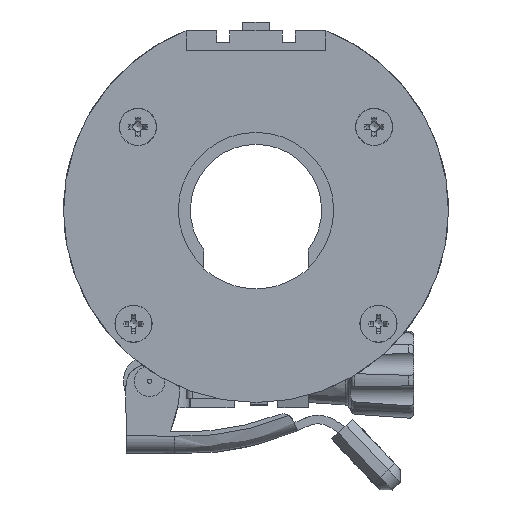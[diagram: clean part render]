
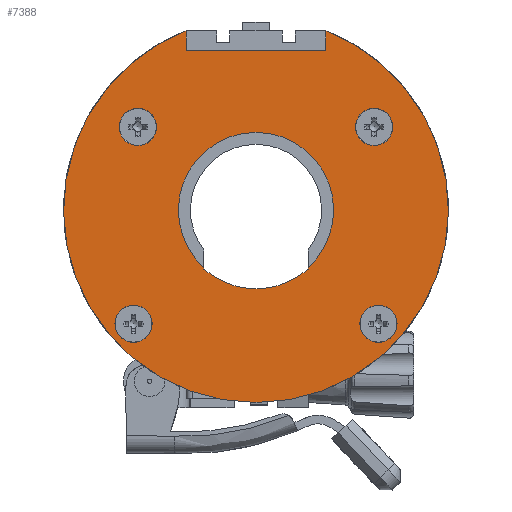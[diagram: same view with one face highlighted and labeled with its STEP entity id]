
A CAD part, front view. The second image highlights one B-rep face of the part: STEP entity #7388.
In plain terms, the highlighted planar face has unit normal (0, -1, 0).
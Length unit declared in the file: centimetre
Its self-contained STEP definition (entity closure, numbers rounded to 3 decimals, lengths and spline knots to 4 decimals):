
#248=FACE_BOUND('',#1467,.T.);
#249=FACE_BOUND('',#1468,.T.);
#250=FACE_BOUND('',#1469,.T.);
#251=FACE_BOUND('',#1470,.T.);
#252=FACE_BOUND('',#1471,.T.);
#387=CIRCLE('',#7925,1.8);
#389=CIRCLE('',#7928,0.425);
#390=CIRCLE('',#7930,4.4);
#391=CIRCLE('',#7931,0.425);
#392=CIRCLE('',#7932,0.425);
#393=CIRCLE('',#7933,1.775);
#394=CIRCLE('',#7934,0.425);
#660=PLANE('',#7929);
#992=FACE_OUTER_BOUND('',#1466,.T.);
#1466=EDGE_LOOP('',(#5623,#5624,#5625,#5626));
#1467=EDGE_LOOP('',(#5627));
#1468=EDGE_LOOP('',(#5628));
#1469=EDGE_LOOP('',(#5629,#5630,#5631,#5632));
#1470=EDGE_LOOP('',(#5633));
#1471=EDGE_LOOP('',(#5634));
#2185=LINE('',#11810,#2805);
#2186=LINE('',#11812,#2806);
#2187=LINE('',#11813,#2807);
#2188=LINE('',#11821,#2808);
#2189=LINE('',#11822,#2809);
#2805=VECTOR('',#9059,1.);
#2806=VECTOR('',#9060,1.);
#2807=VECTOR('',#9061,1.);
#2808=VECTOR('',#9068,1.);
#2809=VECTOR('',#9069,1.);
#3445=VERTEX_POINT('',#11795);
#3446=VERTEX_POINT('',#11797);
#3448=VERTEX_POINT('',#11803);
#3449=VERTEX_POINT('',#11806);
#3450=VERTEX_POINT('',#11807);
#3451=VERTEX_POINT('',#11809);
#3452=VERTEX_POINT('',#11811);
#3453=VERTEX_POINT('',#11814);
#3454=VERTEX_POINT('',#11816);
#3455=VERTEX_POINT('',#11818);
#3456=VERTEX_POINT('',#11819);
#3457=VERTEX_POINT('',#11823);
#4249=EDGE_CURVE('',#3446,#3445,#387,.T.);
#4252=EDGE_CURVE('',#3448,#3448,#389,.T.);
#4253=EDGE_CURVE('',#3449,#3450,#390,.T.);
#4254=EDGE_CURVE('',#3450,#3451,#2185,.T.);
#4255=EDGE_CURVE('',#3451,#3452,#2186,.T.);
#4256=EDGE_CURVE('',#3452,#3449,#2187,.T.);
#4257=EDGE_CURVE('',#3453,#3453,#391,.T.);
#4258=EDGE_CURVE('',#3454,#3454,#392,.T.);
#4259=EDGE_CURVE('',#3455,#3456,#393,.T.);
#4260=EDGE_CURVE('',#3456,#3446,#2188,.T.);
#4261=EDGE_CURVE('',#3445,#3455,#2189,.T.);
#4262=EDGE_CURVE('',#3457,#3457,#394,.T.);
#5623=ORIENTED_EDGE('',*,*,#4253,.T.);
#5624=ORIENTED_EDGE('',*,*,#4254,.T.);
#5625=ORIENTED_EDGE('',*,*,#4255,.T.);
#5626=ORIENTED_EDGE('',*,*,#4256,.T.);
#5627=ORIENTED_EDGE('',*,*,#4257,.F.);
#5628=ORIENTED_EDGE('',*,*,#4258,.F.);
#5629=ORIENTED_EDGE('',*,*,#4259,.T.);
#5630=ORIENTED_EDGE('',*,*,#4260,.T.);
#5631=ORIENTED_EDGE('',*,*,#4249,.T.);
#5632=ORIENTED_EDGE('',*,*,#4261,.T.);
#5633=ORIENTED_EDGE('',*,*,#4262,.F.);
#5634=ORIENTED_EDGE('',*,*,#4252,.F.);
#7388=ADVANCED_FACE('',(#992,#248,#249,#250,#251,#252),#660,.T.);
#7925=AXIS2_PLACEMENT_3D('',#11798,#9046,#9047);
#7928=AXIS2_PLACEMENT_3D('',#11804,#9053,#9054);
#7929=AXIS2_PLACEMENT_3D('',#11805,#9055,#9056);
#7930=AXIS2_PLACEMENT_3D('',#11808,#9057,#9058);
#7931=AXIS2_PLACEMENT_3D('',#11815,#9062,#9063);
#7932=AXIS2_PLACEMENT_3D('',#11817,#9064,#9065);
#7933=AXIS2_PLACEMENT_3D('',#11820,#9066,#9067);
#7934=AXIS2_PLACEMENT_3D('',#11824,#9070,#9071);
#9046=DIRECTION('center_axis',(0.,1.,0.));
#9047=DIRECTION('ref_axis',(-0.667,0.,-0.745));
#9053=DIRECTION('center_axis',(0.,-1.,0.));
#9054=DIRECTION('ref_axis',(1.,0.,0.));
#9055=DIRECTION('center_axis',(0.,-1.,0.));
#9056=DIRECTION('ref_axis',(1.,0.,0.));
#9057=DIRECTION('center_axis',(0.,-1.,0.));
#9058=DIRECTION('ref_axis',(-0.364,0.,0.932));
#9059=DIRECTION('',(0.,0.,-1.));
#9060=DIRECTION('',(-1.,0.,0.));
#9061=DIRECTION('',(0.,0.,1.));
#9062=DIRECTION('center_axis',(0.,-1.,0.));
#9063=DIRECTION('ref_axis',(1.,0.,0.));
#9064=DIRECTION('center_axis',(0.,-1.,0.));
#9065=DIRECTION('ref_axis',(1.,0.,0.));
#9066=DIRECTION('center_axis',(0.,1.,0.));
#9067=DIRECTION('ref_axis',(1.,0.,0.));
#9068=DIRECTION('',(0.,0.,-1.));
#9069=DIRECTION('',(0.,0.,1.));
#9070=DIRECTION('center_axis',(0.,-1.,0.));
#9071=DIRECTION('ref_axis',(1.,0.,0.));
#11795=CARTESIAN_POINT('',(-1.19,-0.55,-1.3505));
#11797=CARTESIAN_POINT('',(1.19,-0.55,-1.3505));
#11798=CARTESIAN_POINT('Origin',(0.,-0.55,0.));
#11803=CARTESIAN_POINT('',(-3.225,-0.55,-2.6));
#11804=CARTESIAN_POINT('Origin',(-2.8,-0.55,-2.6));
#11805=CARTESIAN_POINT('Origin',(0.,-0.55,-0.1506));
#11806=CARTESIAN_POINT('',(-1.6,-0.55,4.0988));
#11807=CARTESIAN_POINT('',(1.6,-0.55,4.0988));
#11808=CARTESIAN_POINT('Origin',(0.,-0.55,0.));
#11809=CARTESIAN_POINT('',(1.6,-0.55,3.6488));
#11810=CARTESIAN_POINT('',(1.6,-0.55,4.0988));
#11811=CARTESIAN_POINT('',(-1.6,-0.55,3.6488));
#11812=CARTESIAN_POINT('',(-1.6,-0.55,3.6488));
#11813=CARTESIAN_POINT('',(-1.6,-0.55,4.0988));
#11814=CARTESIAN_POINT('',(2.375,-0.55,-2.6));
#11815=CARTESIAN_POINT('Origin',(2.8,-0.55,-2.6));
#11816=CARTESIAN_POINT('',(-3.125,-0.55,1.9));
#11817=CARTESIAN_POINT('Origin',(-2.7,-0.55,1.9));
#11818=CARTESIAN_POINT('',(-1.19,-0.55,-1.317));
#11819=CARTESIAN_POINT('',(1.19,-0.55,-1.317));
#11820=CARTESIAN_POINT('Origin',(0.,-0.55,0.));
#11821=CARTESIAN_POINT('',(1.19,-0.55,-0.7506));
#11822=CARTESIAN_POINT('',(-1.19,-0.55,-0.5319));
#11823=CARTESIAN_POINT('',(2.275,-0.55,1.9));
#11824=CARTESIAN_POINT('Origin',(2.7,-0.55,1.9));
